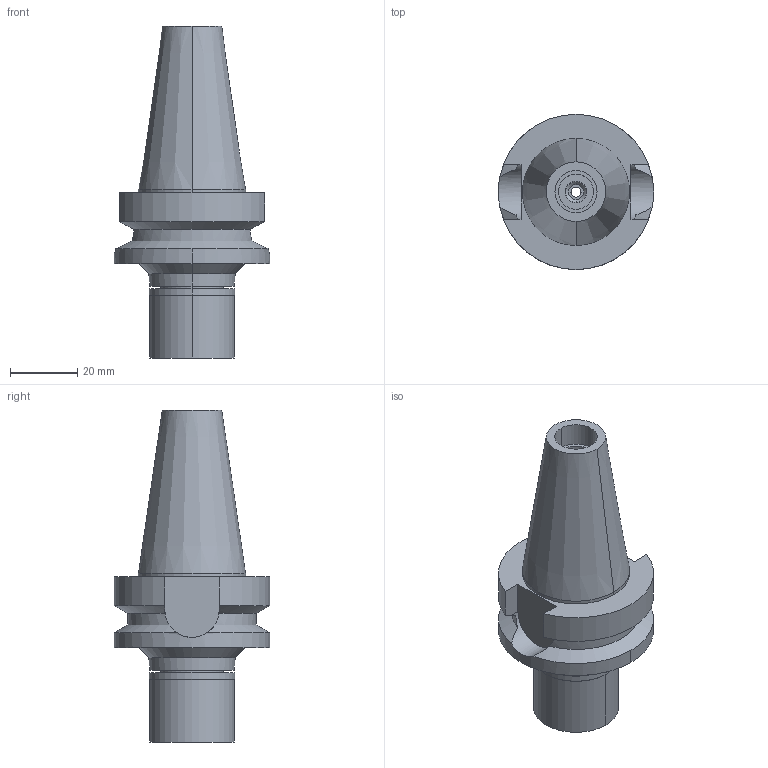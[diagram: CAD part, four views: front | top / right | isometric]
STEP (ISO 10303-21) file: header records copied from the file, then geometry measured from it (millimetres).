
FILE_DESCRIPTION((''),'2;1');
FILE_NAME('BBT30ME06050-030_ASM','2018-05-23T',('ykawabe'),(''),'CREO PARAMETRIC BY PTC INC, 2016380','CREO PARAMETRIC BY PTC INC, 2016380','');
FILE_SCHEMA(('AUTOMOTIVE_DESIGN { 1 0 10303 214 1 1 1 1 }'));
Length unit declared in the file: millimetre
Products named in the file (5): BBT30-MEGA6E-50_2; MEC6-3AA_1; MEN6_1; DXF_TEMP_ASSY_ASM_4_ASM; BBT30ME06050-030_ASM
Assembly tree (4 placements, depth 3):
  BBT30ME06050-030_ASM
    DXF_TEMP_ASSY_ASM_4_ASM
      BBT30-MEGA6E-50_2
      MEC6-3AA_1
      MEN6_1
Bounding box: 46 x 46 x 98.4 mm (x, y, z)
Volume: 62878.5 mm3; surface area: 19196.3 mm2
Topology: 3 solids, 3 shells, 109 faces, 245 edges, 153 vertices
Faces by surface type: cylinder 52, cone 34, plane 23
Entity records: 4781 total; most frequent: CARTESIAN_POINT 626, DIRECTION 622, ORIENTED_EDGE 490, AXIS2_PLACEMENT_3D 264, PRESENTATION_STYLE_ASSIGNMENT 253, STYLED_ITEM 253, CURVE_STYLE 250, EDGE_CURVE 245
